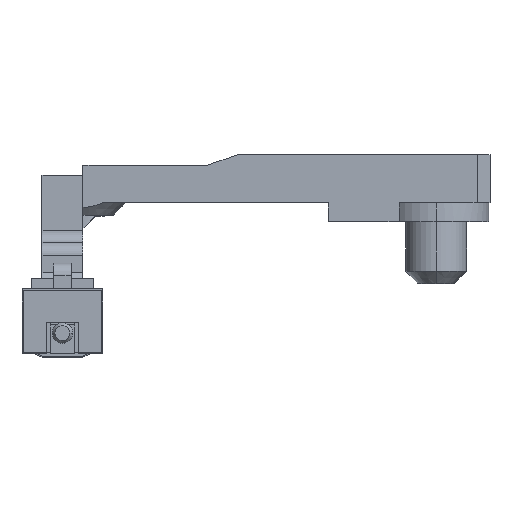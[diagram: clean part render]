
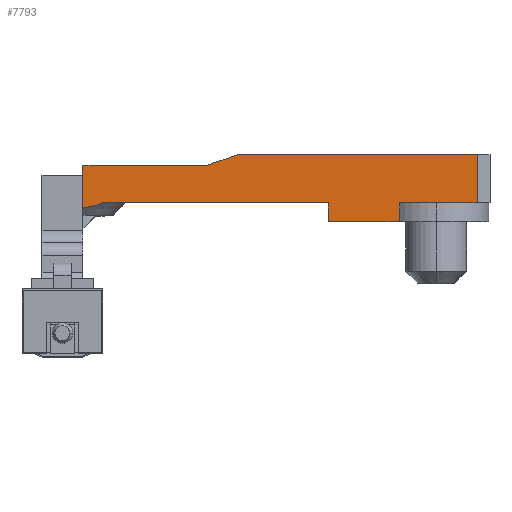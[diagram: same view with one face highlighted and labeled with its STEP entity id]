
A CAD part, top view. The second image highlights one B-rep face of the part: STEP entity #7793.
In plain terms, the highlighted planar face has unit normal (0, 0, 1).
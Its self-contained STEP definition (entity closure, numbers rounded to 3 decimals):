
#16 = VECTOR ( 'NONE', #2582, 1000. ) ;
#141 = CARTESIAN_POINT ( 'NONE',  ( 3.29, 21.926, -18.725 ) ) ;
#142 = CARTESIAN_POINT ( 'NONE',  ( 6.393, 15.926, -18.725 ) ) ;
#298 = EDGE_CURVE ( 'NONE', #2222, #8773, #7054, .T. ) ;
#351 = DIRECTION ( 'NONE',  ( 0., 1., 0. ) ) ;
#377 = VECTOR ( 'NONE', #351, 1000. ) ;
#440 = CARTESIAN_POINT ( 'NONE',  ( 54.07, -3.737, -18.725 ) ) ;
#711 = EDGE_CURVE ( 'NONE', #1192, #8572, #3102, .T. ) ;
#747 = CARTESIAN_POINT ( 'NONE',  ( 42.7, 15.926, -18.725 ) ) ;
#1028 = LINE ( 'NONE', #3481, #15470 ) ;
#1192 = VERTEX_POINT ( 'NONE', #14759 ) ;
#1488 = VERTEX_POINT ( 'NONE', #8448 ) ;
#1490 = EDGE_CURVE ( 'NONE', #5271, #1488, #8220, .T. ) ;
#1737 = VERTEX_POINT ( 'NONE', #7660 ) ;
#1961 = CARTESIAN_POINT ( 'NONE',  ( 3.29, 15.181, -18.725 ) ) ;
#2222 = VERTEX_POINT ( 'NONE', #14036 ) ;
#2363 = DIRECTION ( 'NONE',  ( -1., 0., 0. ) ) ;
#2582 = DIRECTION ( 'NONE',  ( -1., 0., 0. ) ) ;
#2928 = VECTOR ( 'NONE', #4809, 1000. ) ;
#3096 = DIRECTION ( 'NONE',  ( 0., 0., -1. ) ) ;
#3102 = LINE ( 'NONE', #15215, #3829 ) ;
#3254 = EDGE_CURVE ( 'NONE', #8773, #5271, #11031, .T. ) ;
#3481 = CARTESIAN_POINT ( 'NONE',  ( 3.29, 21.926, -18.725 ) ) ;
#3616 = EDGE_CURVE ( 'NONE', #4034, #3949, #12484, .T. ) ;
#3829 = VECTOR ( 'NONE', #7864, 1000. ) ;
#3838 = CARTESIAN_POINT ( 'NONE',  ( 3.831, 15.181, -18.725 ) ) ;
#3884 = DIRECTION ( 'NONE',  ( 1., 0., 0. ) ) ;
#3949 = VERTEX_POINT ( 'NONE', #10884 ) ;
#4034 = VERTEX_POINT ( 'NONE', #9147 ) ;
#4487 = EDGE_CURVE ( 'NONE', #15361, #15491, #15428, .T. ) ;
#4724 = DIRECTION ( 'NONE',  ( 1., 0., 0. ) ) ;
#4809 = DIRECTION ( 'NONE',  ( -1., 0., 0. ) ) ;
#4818 = ORIENTED_EDGE ( 'NONE', *, *, #6204, .F. ) ;
#4874 = CARTESIAN_POINT ( 'NONE',  ( 3.29, 15.181, -18.725 ) ) ;
#4881 = CARTESIAN_POINT ( 'NONE',  ( 49.166, 23.688, -18.725 ) ) ;
#5101 = VECTOR ( 'NONE', #4724, 1000. ) ;
#5164 = ORIENTED_EDGE ( 'NONE', *, *, #4487, .F. ) ;
#5242 = DIRECTION ( 'NONE',  ( 0., 1., 0. ) ) ;
#5271 = VERTEX_POINT ( 'NONE', #9324 ) ;
#5449 = ORIENTED_EDGE ( 'NONE', *, *, #3616, .T. ) ;
#5914 = B_SPLINE_CURVE_WITH_KNOTS ( 'NONE', 3,
 ( #4874, #3838, #13330, #13171, #13407, #142 ),
 .UNSPECIFIED., .F., .F.,
 ( 4, 2, 4 ),
 ( 0., 0.002, 0.003 ),
 .UNSPECIFIED. ) ;
#5988 = DIRECTION ( 'NONE',  ( 0., -1., 0. ) ) ;
#6139 = ORIENTED_EDGE ( 'NONE', *, *, #1490, .T. ) ;
#6204 = EDGE_CURVE ( 'NONE', #15491, #8572, #13629, .T. ) ;
#6289 = VECTOR ( 'NONE', #2363, 1000. ) ;
#6494 = ORIENTED_EDGE ( 'NONE', *, *, #3254, .T. ) ;
#6659 = VECTOR ( 'NONE', #3884, 1000. ) ;
#6748 = CARTESIAN_POINT ( 'NONE',  ( 42.7, 12.926, -18.725 ) ) ;
#6931 = ORIENTED_EDGE ( 'NONE', *, *, #711, .T. ) ;
#7054 = LINE ( 'NONE', #10668, #5101 ) ;
#7119 = EDGE_CURVE ( 'NONE', #15361, #2222, #7556, .T. ) ;
#7305 = VECTOR ( 'NONE', #5242, 1000. ) ;
#7402 = CARTESIAN_POINT ( 'NONE',  ( 42.7, -3.737, -18.725 ) ) ;
#7536 = ORIENTED_EDGE ( 'NONE', *, *, #13675, .T. ) ;
#7556 = LINE ( 'NONE', #440, #7305 ) ;
#7660 = CARTESIAN_POINT ( 'NONE',  ( 3.29, 21.926, -18.725 ) ) ;
#7776 = CARTESIAN_POINT ( 'NONE',  ( 54.07, -3.737, -18.725 ) ) ;
#7793 = ADVANCED_FACE ( 'NONE', ( #14965 ), #8997, .F. ) ;
#7864 = DIRECTION ( 'NONE',  ( 1., 0., 0. ) ) ;
#8017 = VERTEX_POINT ( 'NONE', #1961 ) ;
#8220 = LINE ( 'NONE', #13017, #15423 ) ;
#8241 = CARTESIAN_POINT ( 'NONE',  ( 54.07, 12.926, -18.725 ) ) ;
#8292 = ORIENTED_EDGE ( 'NONE', *, *, #14669, .T. ) ;
#8448 = CARTESIAN_POINT ( 'NONE',  ( 66.666, 23.688, -18.725 ) ) ;
#8572 = VERTEX_POINT ( 'NONE', #747 ) ;
#8615 = LINE ( 'NONE', #141, #16 ) ;
#8773 = VERTEX_POINT ( 'NONE', #12492 ) ;
#8891 = EDGE_CURVE ( 'NONE', #1737, #8017, #1028, .T. ) ;
#8997 = PLANE ( 'NONE',  #10622 ) ;
#9147 = CARTESIAN_POINT ( 'NONE',  ( 28.209, 23.688, -18.725 ) ) ;
#9324 = CARTESIAN_POINT ( 'NONE',  ( 66.666, 15.926, -18.725 ) ) ;
#9738 = EDGE_LOOP ( 'NONE', ( #6494, #6139, #8292, #5449, #7536, #11560, #10395, #6931, #4818, #5164, #11556, #14725 ) ) ;
#10395 = ORIENTED_EDGE ( 'NONE', *, *, #10959, .T. ) ;
#10622 = AXIS2_PLACEMENT_3D ( 'NONE', #7776, #3096, #12587 ) ;
#10668 = CARTESIAN_POINT ( 'NONE',  ( 7.65, 15.926, -18.725 ) ) ;
#10675 = DIRECTION ( 'NONE',  ( -0.943, -0.332, 0. ) ) ;
#10680 = CARTESIAN_POINT ( 'NONE',  ( 54.07, 12.926, -18.725 ) ) ;
#10884 = CARTESIAN_POINT ( 'NONE',  ( 23.198, 21.926, -18.725 ) ) ;
#10959 = EDGE_CURVE ( 'NONE', #8017, #1192, #5914, .T. ) ;
#11031 = LINE ( 'NONE', #13306, #6659 ) ;
#11556 = ORIENTED_EDGE ( 'NONE', *, *, #7119, .T. ) ;
#11560 = ORIENTED_EDGE ( 'NONE', *, *, #8891, .T. ) ;
#12484 = LINE ( 'NONE', #15267, #14718 ) ;
#12492 = CARTESIAN_POINT ( 'NONE',  ( 65.93, 15.926, -18.725 ) ) ;
#12587 = DIRECTION ( 'NONE',  ( -1., 0., 0. ) ) ;
#13017 = CARTESIAN_POINT ( 'NONE',  ( 66.666, -3.737, -18.725 ) ) ;
#13171 = CARTESIAN_POINT ( 'NONE',  ( 5.394, 15.514, -18.725 ) ) ;
#13306 = CARTESIAN_POINT ( 'NONE',  ( 7.65, 15.926, -18.725 ) ) ;
#13330 = CARTESIAN_POINT ( 'NONE',  ( 4.358, 15.253, -18.725 ) ) ;
#13407 = CARTESIAN_POINT ( 'NONE',  ( 5.902, 15.703, -18.725 ) ) ;
#13563 = LINE ( 'NONE', #4881, #6289 ) ;
#13629 = LINE ( 'NONE', #7402, #377 ) ;
#13675 = EDGE_CURVE ( 'NONE', #3949, #1737, #8615, .T. ) ;
#14036 = CARTESIAN_POINT ( 'NONE',  ( 54.07, 15.926, -18.725 ) ) ;
#14669 = EDGE_CURVE ( 'NONE', #1488, #4034, #13563, .T. ) ;
#14718 = VECTOR ( 'NONE', #10675, 1000. ) ;
#14725 = ORIENTED_EDGE ( 'NONE', *, *, #298, .T. ) ;
#14759 = CARTESIAN_POINT ( 'NONE',  ( 6.393, 15.926, -18.725 ) ) ;
#14965 = FACE_OUTER_BOUND ( 'NONE', #9738, .T. ) ;
#15211 = DIRECTION ( 'NONE',  ( 0., 1., 0. ) ) ;
#15215 = CARTESIAN_POINT ( 'NONE',  ( 7.65, 15.926, -18.725 ) ) ;
#15267 = CARTESIAN_POINT ( 'NONE',  ( 28.209, 23.688, -18.725 ) ) ;
#15361 = VERTEX_POINT ( 'NONE', #10680 ) ;
#15423 = VECTOR ( 'NONE', #15211, 1000. ) ;
#15428 = LINE ( 'NONE', #8241, #2928 ) ;
#15470 = VECTOR ( 'NONE', #5988, 1000. ) ;
#15491 = VERTEX_POINT ( 'NONE', #6748 ) ;
